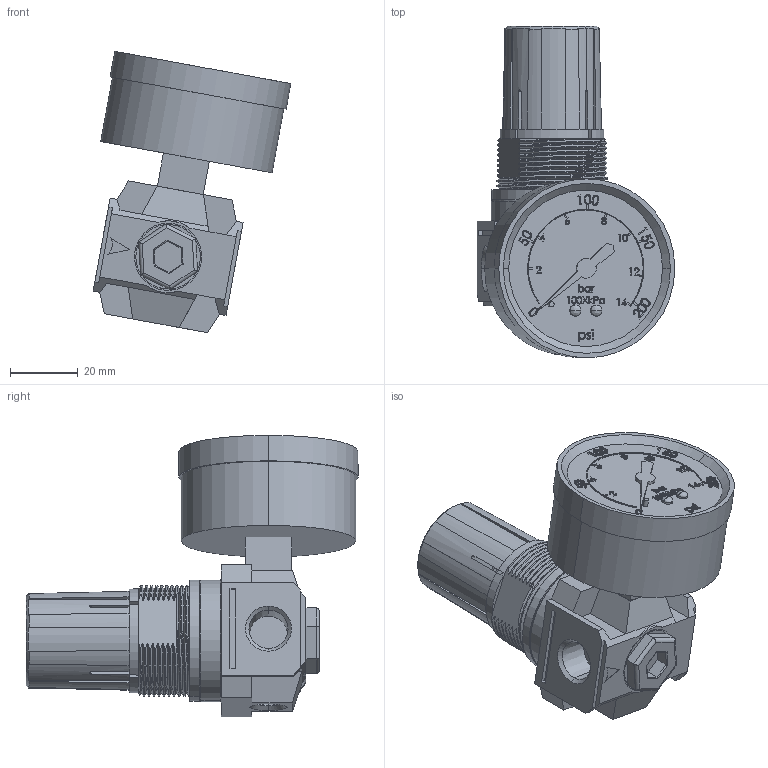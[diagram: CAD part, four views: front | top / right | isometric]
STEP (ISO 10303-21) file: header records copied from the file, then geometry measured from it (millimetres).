
FILE_DESCRIPTION (( 'STEP AP214' ), '1' );
FILE_NAME ('R20.STEP', '2021-11-18T03:28:22', ( 'User' ), ( '' ), 'SwSTEP 2.0', 'SolidWorks 2014', '' );
FILE_SCHEMA (( 'AUTOMOTIVE_DESIGN' ));
Length unit declared in the file: millimetre
Products named in the file (14): R2101; R20底部螺絲; R2110文字; r2110; r2102; 2-埋入式壓力錶; R20
Assembly tree (7 placements, depth 3):
  R2110文字
  r2110
  r2102
  2-埋入式壓力錶
  R2101
Bounding box: 58.55 x 98.3 x 83.33 mm (x, y, z)
Volume: 111472.1 mm3; surface area: 42019.8 mm2
Topology: 6 solids, 6 shells, 1348 faces, 3546 edges, 2325 vertices
Faces by surface type: plane 747, bspline 281, cylinder 231, cone 89
Entity records: 84857 total; most frequent: CARTESIAN_POINT 38618, ORIENTED_EDGE 7084, DIRECTION 5350, EDGE_CURVE 3542, VERTEX_POINT 2325, LINE 2250, VECTOR 2250, AXIS2_PLACEMENT_3D 1550
